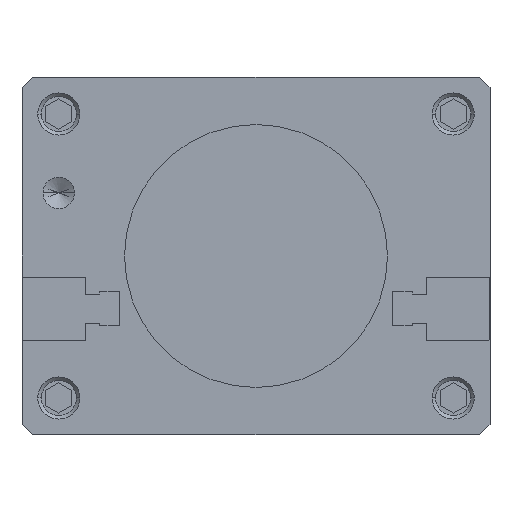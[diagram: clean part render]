
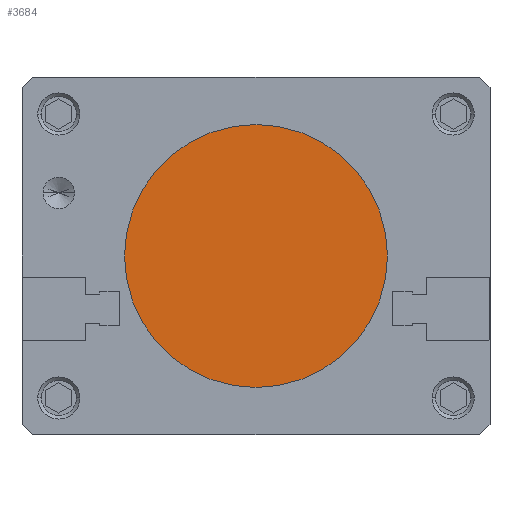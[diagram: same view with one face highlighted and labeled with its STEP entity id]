
A CAD part, front view. The second image highlights one B-rep face of the part: STEP entity #3684.
In plain terms, the highlighted planar face has unit normal (0, -1, 0).
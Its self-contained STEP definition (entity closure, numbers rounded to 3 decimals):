
#3684 = ADVANCED_FACE( '', ( #8557 ), #8558, .F. );
#4412 = VERTEX_POINT( '', #9377 );
#5160 = VERTEX_POINT( '', #10212 );
#5402 = EDGE_CURVE( '', #5160, #4412, #10476, .T. );
#6224 = EDGE_CURVE( '', #4412, #5160, #11399, .T. );
#8557 = FACE_OUTER_BOUND( '', #14533, .T. );
#8558 = PLANE( '', #14534 );
#9377 = CARTESIAN_POINT( '', ( -25., 3., 0. ) );
#10212 = CARTESIAN_POINT( '', ( 25., 3., 0. ) );
#10476 = CIRCLE( '', #17333, 25. );
#11399 = CIRCLE( '', #18801, 25. );
#14533 = EDGE_LOOP( '', ( #21736, #21737 ) );
#14534 = AXIS2_PLACEMENT_3D( '', #21738, #21739, #21740 );
#17333 = AXIS2_PLACEMENT_3D( '', #23985, #23986, #23987 );
#18801 = AXIS2_PLACEMENT_3D( '', #25092, #25093, #25094 );
#21736 = ORIENTED_EDGE( '', *, *, #5402, .T. );
#21737 = ORIENTED_EDGE( '', *, *, #6224, .T. );
#21738 = CARTESIAN_POINT( '', ( 0., 3., 0. ) );
#21739 = DIRECTION( '', ( 0., 1., 0. ) );
#21740 = DIRECTION( '', ( 0., 0., 1. ) );
#23985 = CARTESIAN_POINT( '', ( 0., 3., 0. ) );
#23986 = DIRECTION( '', ( 0., -1., 0. ) );
#23987 = DIRECTION( '', ( 1., 0., 0. ) );
#25092 = CARTESIAN_POINT( '', ( 0., 3., 0. ) );
#25093 = DIRECTION( '', ( 0., -1., 0. ) );
#25094 = DIRECTION( '', ( 1., 0., 0. ) );
